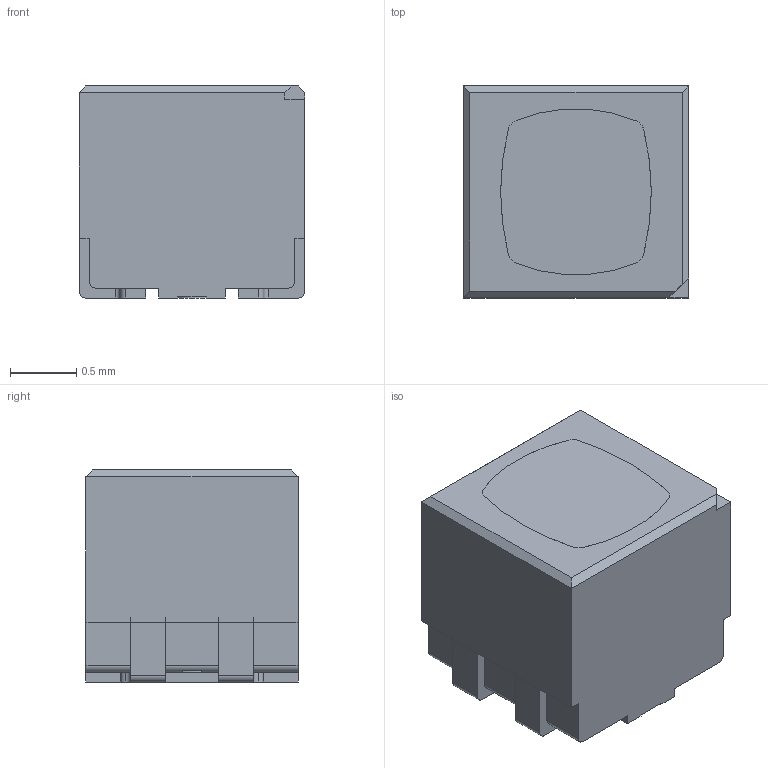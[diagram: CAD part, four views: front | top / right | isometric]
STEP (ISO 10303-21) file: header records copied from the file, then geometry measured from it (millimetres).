
FILE_DESCRIPTION(/* description */ ('Unknown'),/* implementation_level */ '2;1');
FILE_NAME(/* name */ '150161M153100',/* time_stamp */ '2018-05-17T13:16:56+02:00',/* author */ ('Unknown'),/* organization */ ('Unknown'),/* preprocessor_version */ 'ST-DEVELOPER v16.7',/* originating_system */ 'DEX',/* authorisation */ $);
FILE_SCHEMA (('AUTOMOTIVE_DESIGN {1 0 10303 214 3 1 1}'));
Length unit declared in the file: millimetre
Products named in the file (4): 150161M153100; Body; LED; Pins
Assembly tree (3 placements, depth 2):
  150161M153100
    Body
    LED
    Pins
Bounding box: 1.7 x 1.6 x 1.6 mm (x, y, z)
Volume: 4.2 mm3; surface area: 30.1 mm2
Topology: 4 solids, 4 shells, 180 faces, 503 edges, 329 vertices
Faces by surface type: plane 102, cylinder 78
Full cylindrical faces by diameter (mm): 0.25 x1, 0.45 x1
Entity records: 5897 total; most frequent: DIRECTION 1031, CARTESIAN_POINT 1012, ORIENTED_EDGE 1000, EDGE_CURVE 500, AXIS2_PLACEMENT_3D 347, LINE 337, VECTOR 337, VERTEX_POINT 328
